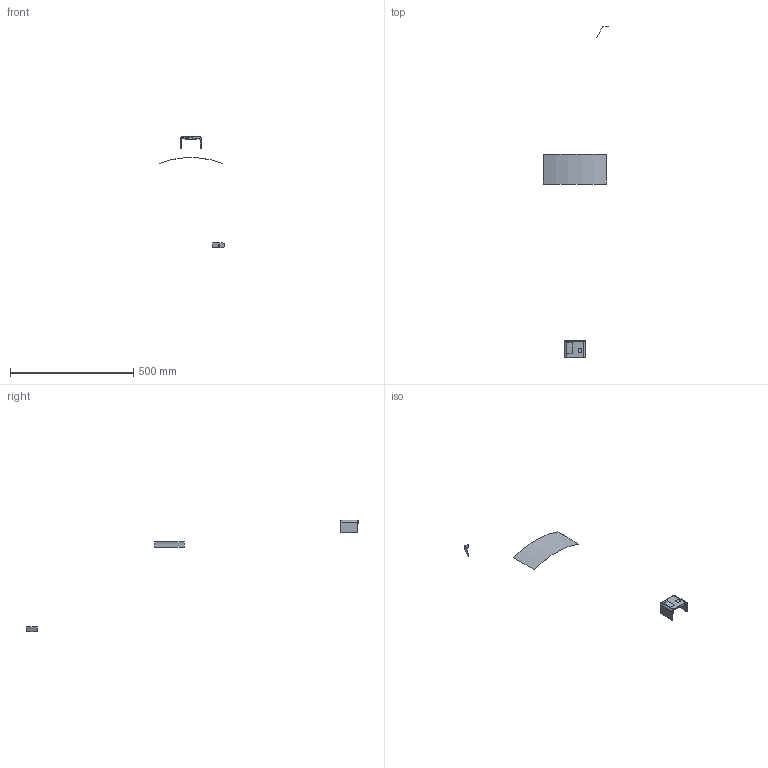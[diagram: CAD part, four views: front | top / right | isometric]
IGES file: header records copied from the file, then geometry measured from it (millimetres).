
Start section: SolidWorks IGES file using analytic representation for surfaces
Global section: file name: TURBOMAX 120-9A-200.IGS; native system: SolidWorks 2023; preprocessor: SolidWorks 2023; author: Luc; date: 230320.092242; units: inch
Bounding box: 264.07 x 1345.58 x 451.01 mm (x, y, z)
Volume: 30206.5 mm3; surface area: 97165.2 mm2
Topology: 5 solids, 5 shells, 84 faces, 211 edges, 138 vertices
Faces by surface type: plane 55, revolution 29
